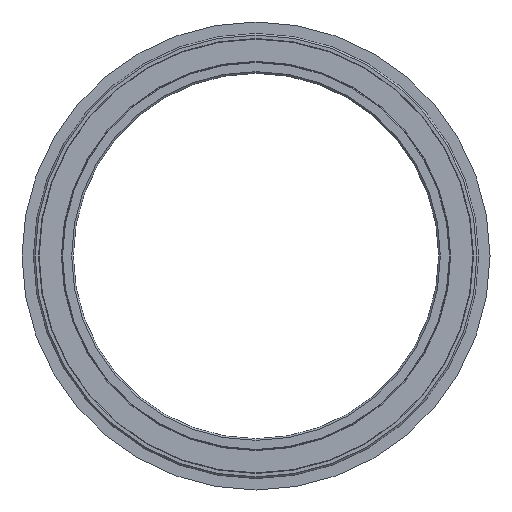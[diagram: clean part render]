
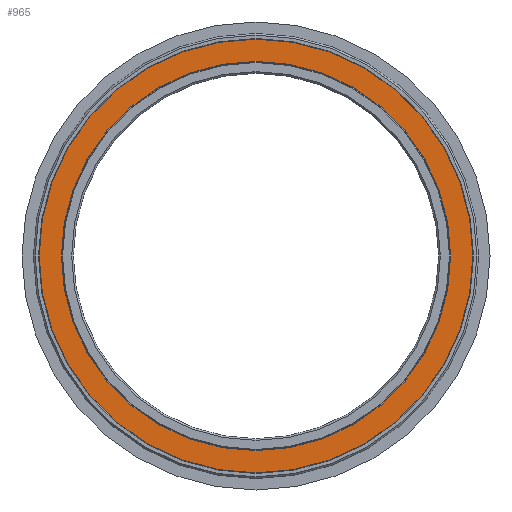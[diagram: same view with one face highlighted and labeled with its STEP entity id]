
A CAD part, front view. The second image highlights one B-rep face of the part: STEP entity #965.
In plain terms, the highlighted planar face has unit normal (0, -1, 0).
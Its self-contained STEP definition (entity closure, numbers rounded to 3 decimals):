
#44 = CIRCLE ( 'NONE', #447, 19. ) ;
#67 = CARTESIAN_POINT ( 'NONE',  ( 0., -2.15, -17.05 ) ) ;
#74 = EDGE_CURVE ( 'NONE', #633, #636, #44, .T. ) ;
#75 = DIRECTION ( 'NONE',  ( 0., 0., 1. ) ) ;
#76 = CIRCLE ( 'NONE', #1063, 19. ) ;
#95 = CARTESIAN_POINT ( 'NONE',  ( 0., -2.15, 0. ) ) ;
#102 = AXIS2_PLACEMENT_3D ( 'NONE', #563, #168, #872 ) ;
#144 = CARTESIAN_POINT ( 'NONE',  ( 0., -2.15, -19. ) ) ;
#168 = DIRECTION ( 'NONE',  ( 0., -1., 0. ) ) ;
#172 = DIRECTION ( 'NONE',  ( 0., 0., 1. ) ) ;
#194 = DIRECTION ( 'NONE',  ( 0., 1., 0. ) ) ;
#206 = DIRECTION ( 'NONE',  ( 0., 0., 1. ) ) ;
#215 = FACE_BOUND ( 'NONE', #710, .T. ) ;
#234 = EDGE_LOOP ( 'NONE', ( #435, #742 ) ) ;
#259 = PLANE ( 'NONE',  #102 ) ;
#295 = ORIENTED_EDGE ( 'NONE', *, *, #788, .T. ) ;
#420 = AXIS2_PLACEMENT_3D ( 'NONE', #95, #194, #206 ) ;
#435 = ORIENTED_EDGE ( 'NONE', *, *, #74, .F. ) ;
#447 = AXIS2_PLACEMENT_3D ( 'NONE', #981, #887, #978 ) ;
#454 = CARTESIAN_POINT ( 'NONE',  ( 0., -2.15, 17.05 ) ) ;
#548 = ORIENTED_EDGE ( 'NONE', *, *, #1197, .T. ) ;
#563 = CARTESIAN_POINT ( 'NONE',  ( 0., -2.15, 0. ) ) ;
#565 = DIRECTION ( 'NONE',  ( 0., 1., 0. ) ) ;
#617 = VERTEX_POINT ( 'NONE', #454 ) ;
#633 = VERTEX_POINT ( 'NONE', #144 ) ;
#636 = VERTEX_POINT ( 'NONE', #746 ) ;
#644 = CIRCLE ( 'NONE', #826, 17.05 ) ;
#710 = EDGE_LOOP ( 'NONE', ( #548, #295 ) ) ;
#742 = ORIENTED_EDGE ( 'NONE', *, *, #799, .F. ) ;
#746 = CARTESIAN_POINT ( 'NONE',  ( 0., -2.15, 19. ) ) ;
#788 = EDGE_CURVE ( 'NONE', #617, #1171, #644, .T. ) ;
#799 = EDGE_CURVE ( 'NONE', #636, #633, #76, .T. ) ;
#826 = AXIS2_PLACEMENT_3D ( 'NONE', #993, #565, #172 ) ;
#872 = DIRECTION ( 'NONE',  ( 0., 0., 1. ) ) ;
#887 = DIRECTION ( 'NONE',  ( 0., 1., 0. ) ) ;
#888 = CARTESIAN_POINT ( 'NONE',  ( 0., -2.15, 0. ) ) ;
#965 = ADVANCED_FACE ( 'NONE', ( #972, #215 ), #259, .T. ) ;
#972 = FACE_OUTER_BOUND ( 'NONE', #234, .T. ) ;
#978 = DIRECTION ( 'NONE',  ( 0., 0., 1. ) ) ;
#981 = CARTESIAN_POINT ( 'NONE',  ( 0., -2.15, 0. ) ) ;
#993 = CARTESIAN_POINT ( 'NONE',  ( 0., -2.15, 0. ) ) ;
#1063 = AXIS2_PLACEMENT_3D ( 'NONE', #888, #1098, #75 ) ;
#1098 = DIRECTION ( 'NONE',  ( 0., 1., 0. ) ) ;
#1171 = VERTEX_POINT ( 'NONE', #67 ) ;
#1197 = EDGE_CURVE ( 'NONE', #1171, #617, #1254, .T. ) ;
#1254 = CIRCLE ( 'NONE', #420, 17.05 ) ;
